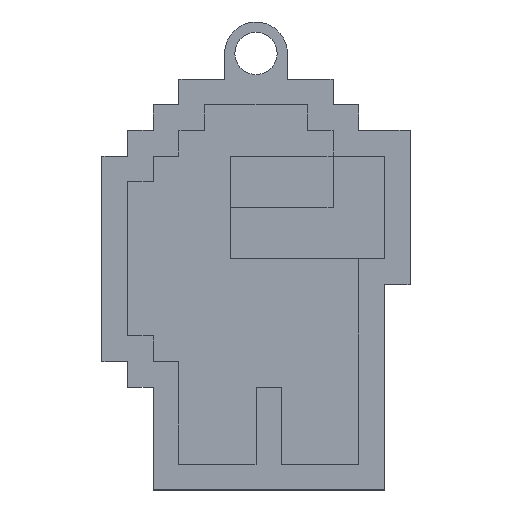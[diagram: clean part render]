
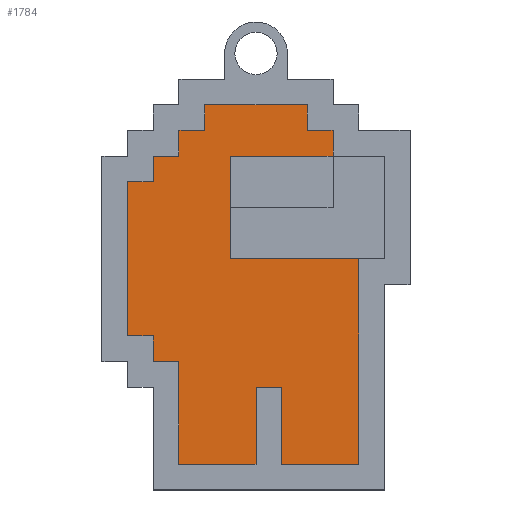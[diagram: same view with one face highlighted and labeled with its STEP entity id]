
A CAD part, top view. The second image highlights one B-rep face of the part: STEP entity #1784.
In plain terms, the highlighted planar face has unit normal (0, 0, 1).
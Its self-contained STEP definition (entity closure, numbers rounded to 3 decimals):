
#106=FACE_OUTER_BOUND('',#201,.T.);
#201=EDGE_LOOP('',(#1512,#1513,#1514,#1515,#1516,#1517,#1518,#1519,#1520,
#1521,#1522,#1523,#1524,#1525,#1526,#1527,#1528,#1529,#1530,#1531,#1532,
#1533,#1534,#1535));
#362=LINE('',#2653,#607);
#365=LINE('',#2659,#610);
#368=LINE('',#2665,#613);
#371=LINE('',#2671,#616);
#374=LINE('',#2677,#619);
#377=LINE('',#2683,#622);
#380=LINE('',#2689,#625);
#383=LINE('',#2695,#628);
#386=LINE('',#2701,#631);
#389=LINE('',#2707,#634);
#392=LINE('',#2713,#637);
#395=LINE('',#2719,#640);
#398=LINE('',#2725,#643);
#401=LINE('',#2731,#646);
#404=LINE('',#2737,#649);
#407=LINE('',#2743,#652);
#410=LINE('',#2749,#655);
#413=LINE('',#2755,#658);
#416=LINE('',#2761,#661);
#419=LINE('',#2767,#664);
#422=LINE('',#2773,#667);
#425=LINE('',#2779,#670);
#428=LINE('',#2785,#673);
#431=LINE('',#2789,#676);
#607=VECTOR('',#2171,10.);
#610=VECTOR('',#2176,10.);
#613=VECTOR('',#2181,10.);
#616=VECTOR('',#2186,10.);
#619=VECTOR('',#2191,10.);
#622=VECTOR('',#2196,10.);
#625=VECTOR('',#2201,10.);
#628=VECTOR('',#2206,10.);
#631=VECTOR('',#2211,10.);
#634=VECTOR('',#2216,10.);
#637=VECTOR('',#2221,10.);
#640=VECTOR('',#2226,10.);
#643=VECTOR('',#2231,10.);
#646=VECTOR('',#2236,10.);
#649=VECTOR('',#2241,10.);
#652=VECTOR('',#2246,10.);
#655=VECTOR('',#2251,10.);
#658=VECTOR('',#2256,10.);
#661=VECTOR('',#2261,10.);
#664=VECTOR('',#2266,10.);
#667=VECTOR('',#2271,10.);
#670=VECTOR('',#2276,10.);
#673=VECTOR('',#2281,10.);
#676=VECTOR('',#2286,10.);
#807=VERTEX_POINT('',#2650);
#808=VERTEX_POINT('',#2652);
#810=VERTEX_POINT('',#2658);
#812=VERTEX_POINT('',#2664);
#814=VERTEX_POINT('',#2670);
#816=VERTEX_POINT('',#2676);
#818=VERTEX_POINT('',#2682);
#820=VERTEX_POINT('',#2688);
#822=VERTEX_POINT('',#2694);
#824=VERTEX_POINT('',#2700);
#826=VERTEX_POINT('',#2706);
#828=VERTEX_POINT('',#2712);
#830=VERTEX_POINT('',#2718);
#832=VERTEX_POINT('',#2724);
#834=VERTEX_POINT('',#2730);
#836=VERTEX_POINT('',#2736);
#838=VERTEX_POINT('',#2742);
#840=VERTEX_POINT('',#2748);
#842=VERTEX_POINT('',#2754);
#844=VERTEX_POINT('',#2760);
#846=VERTEX_POINT('',#2766);
#848=VERTEX_POINT('',#2772);
#850=VERTEX_POINT('',#2778);
#852=VERTEX_POINT('',#2784);
#1022=EDGE_CURVE('',#808,#807,#362,.T.);
#1025=EDGE_CURVE('',#810,#808,#365,.T.);
#1028=EDGE_CURVE('',#812,#810,#368,.T.);
#1031=EDGE_CURVE('',#814,#812,#371,.T.);
#1034=EDGE_CURVE('',#816,#814,#374,.T.);
#1037=EDGE_CURVE('',#818,#816,#377,.T.);
#1040=EDGE_CURVE('',#820,#818,#380,.T.);
#1043=EDGE_CURVE('',#822,#820,#383,.T.);
#1046=EDGE_CURVE('',#824,#822,#386,.T.);
#1049=EDGE_CURVE('',#826,#824,#389,.T.);
#1052=EDGE_CURVE('',#828,#826,#392,.T.);
#1055=EDGE_CURVE('',#830,#828,#395,.T.);
#1058=EDGE_CURVE('',#832,#830,#398,.T.);
#1061=EDGE_CURVE('',#834,#832,#401,.T.);
#1064=EDGE_CURVE('',#836,#834,#404,.T.);
#1067=EDGE_CURVE('',#838,#836,#407,.T.);
#1070=EDGE_CURVE('',#840,#838,#410,.T.);
#1073=EDGE_CURVE('',#842,#840,#413,.T.);
#1076=EDGE_CURVE('',#844,#842,#416,.T.);
#1079=EDGE_CURVE('',#846,#844,#419,.T.);
#1082=EDGE_CURVE('',#848,#846,#422,.T.);
#1085=EDGE_CURVE('',#850,#848,#425,.T.);
#1088=EDGE_CURVE('',#852,#850,#428,.T.);
#1091=EDGE_CURVE('',#807,#852,#431,.T.);
#1512=ORIENTED_EDGE('',*,*,#1091,.T.);
#1513=ORIENTED_EDGE('',*,*,#1088,.T.);
#1514=ORIENTED_EDGE('',*,*,#1085,.T.);
#1515=ORIENTED_EDGE('',*,*,#1082,.T.);
#1516=ORIENTED_EDGE('',*,*,#1079,.T.);
#1517=ORIENTED_EDGE('',*,*,#1076,.T.);
#1518=ORIENTED_EDGE('',*,*,#1073,.T.);
#1519=ORIENTED_EDGE('',*,*,#1070,.T.);
#1520=ORIENTED_EDGE('',*,*,#1067,.T.);
#1521=ORIENTED_EDGE('',*,*,#1064,.T.);
#1522=ORIENTED_EDGE('',*,*,#1061,.T.);
#1523=ORIENTED_EDGE('',*,*,#1058,.T.);
#1524=ORIENTED_EDGE('',*,*,#1055,.T.);
#1525=ORIENTED_EDGE('',*,*,#1052,.T.);
#1526=ORIENTED_EDGE('',*,*,#1049,.T.);
#1527=ORIENTED_EDGE('',*,*,#1046,.T.);
#1528=ORIENTED_EDGE('',*,*,#1043,.T.);
#1529=ORIENTED_EDGE('',*,*,#1040,.T.);
#1530=ORIENTED_EDGE('',*,*,#1037,.T.);
#1531=ORIENTED_EDGE('',*,*,#1034,.T.);
#1532=ORIENTED_EDGE('',*,*,#1031,.T.);
#1533=ORIENTED_EDGE('',*,*,#1028,.T.);
#1534=ORIENTED_EDGE('',*,*,#1025,.T.);
#1535=ORIENTED_EDGE('',*,*,#1022,.T.);
#1693=PLANE('',#1896);
#1784=ADVANCED_FACE('',(#106),#1693,.T.);
#1896=AXIS2_PLACEMENT_3D('',#2790,#2287,#2288);
#2171=DIRECTION('',(0.,1.,0.));
#2176=DIRECTION('',(1.,0.,0.));
#2181=DIRECTION('',(0.,-1.,0.));
#2186=DIRECTION('',(1.,0.,0.));
#2191=DIRECTION('',(0.,1.,0.));
#2196=DIRECTION('',(1.,0.,0.));
#2201=DIRECTION('',(0.,-1.,0.));
#2206=DIRECTION('',(1.,0.,0.));
#2211=DIRECTION('',(0.,-1.,0.));
#2216=DIRECTION('',(1.,0.,0.));
#2221=DIRECTION('',(0.,-1.,0.));
#2226=DIRECTION('',(-1.,0.,0.));
#2231=DIRECTION('',(0.,-1.,0.));
#2236=DIRECTION('',(-1.,0.,0.));
#2241=DIRECTION('',(0.,-1.,0.));
#2246=DIRECTION('',(-1.,0.,0.));
#2251=DIRECTION('',(0.,-1.,0.));
#2256=DIRECTION('',(-1.,0.,0.));
#2261=DIRECTION('',(0.,1.,0.));
#2266=DIRECTION('',(-1.,0.,0.));
#2271=DIRECTION('',(0.,1.,0.));
#2276=DIRECTION('',(1.,0.,0.));
#2281=DIRECTION('',(0.,1.,0.));
#2286=DIRECTION('',(-1.,0.,0.));
#2287=DIRECTION('center_axis',(0.,0.,1.));
#2288=DIRECTION('ref_axis',(1.,0.,0.));
#2650=CARTESIAN_POINT('',(65.,45.,5.));
#2652=CARTESIAN_POINT('',(65.,5.,5.));
#2653=CARTESIAN_POINT('',(65.,100.,5.));
#2658=CARTESIAN_POINT('',(50.,5.,5.));
#2659=CARTESIAN_POINT('',(100.,5.,5.));
#2664=CARTESIAN_POINT('',(50.,20.,5.));
#2665=CARTESIAN_POINT('',(50.,100.,5.));
#2670=CARTESIAN_POINT('',(45.,20.,5.));
#2671=CARTESIAN_POINT('',(0.,20.,5.));
#2676=CARTESIAN_POINT('',(45.,5.,5.));
#2677=CARTESIAN_POINT('',(45.,100.,5.));
#2682=CARTESIAN_POINT('',(30.,5.,5.));
#2683=CARTESIAN_POINT('',(100.,5.,5.));
#2688=CARTESIAN_POINT('',(30.,25.,5.));
#2689=CARTESIAN_POINT('',(30.,100.,5.));
#2694=CARTESIAN_POINT('',(25.,25.,5.));
#2695=CARTESIAN_POINT('',(100.,25.,5.));
#2700=CARTESIAN_POINT('',(25.,30.,5.));
#2701=CARTESIAN_POINT('',(25.,100.,5.));
#2706=CARTESIAN_POINT('',(20.,30.,5.));
#2707=CARTESIAN_POINT('',(100.,30.,5.));
#2712=CARTESIAN_POINT('',(20.,60.,5.));
#2713=CARTESIAN_POINT('',(20.,100.,5.));
#2718=CARTESIAN_POINT('',(25.,60.,5.));
#2719=CARTESIAN_POINT('',(100.,60.,5.));
#2724=CARTESIAN_POINT('',(25.,65.,5.));
#2725=CARTESIAN_POINT('',(25.,100.,5.));
#2730=CARTESIAN_POINT('',(30.,65.,5.));
#2731=CARTESIAN_POINT('',(100.,65.,5.));
#2736=CARTESIAN_POINT('',(30.,70.,5.));
#2737=CARTESIAN_POINT('',(30.,100.,5.));
#2742=CARTESIAN_POINT('',(35.,70.,5.));
#2743=CARTESIAN_POINT('',(100.,70.,5.));
#2748=CARTESIAN_POINT('',(35.,75.,5.));
#2749=CARTESIAN_POINT('',(35.,100.,5.));
#2754=CARTESIAN_POINT('',(55.,75.,5.));
#2755=CARTESIAN_POINT('',(100.,75.,5.));
#2760=CARTESIAN_POINT('',(55.,70.,5.));
#2761=CARTESIAN_POINT('',(55.,100.,5.));
#2766=CARTESIAN_POINT('',(60.,70.,5.));
#2767=CARTESIAN_POINT('',(100.,70.,5.));
#2772=CARTESIAN_POINT('',(60.,65.,5.));
#2773=CARTESIAN_POINT('',(60.,0.,5.));
#2778=CARTESIAN_POINT('',(40.,65.,5.));
#2779=CARTESIAN_POINT('',(100.,65.,5.));
#2784=CARTESIAN_POINT('',(40.,45.,5.));
#2785=CARTESIAN_POINT('',(40.,100.,5.));
#2789=CARTESIAN_POINT('',(100.,45.,5.));
#2790=CARTESIAN_POINT('Origin',(42.5,40.,5.));
